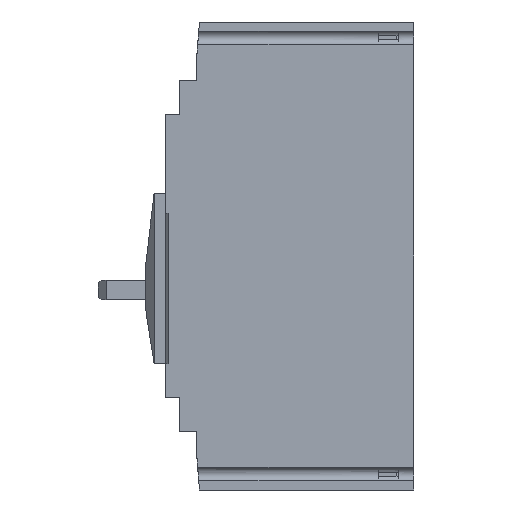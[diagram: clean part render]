
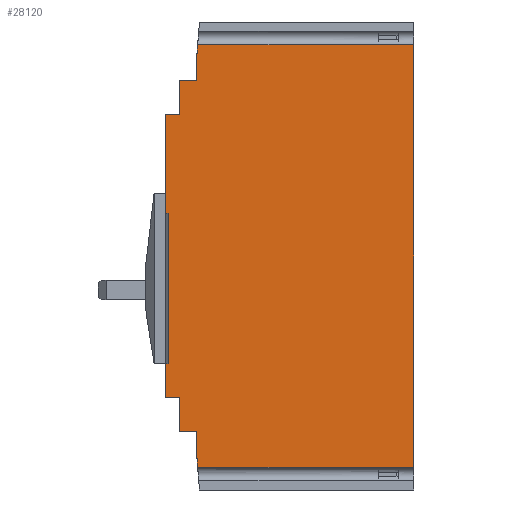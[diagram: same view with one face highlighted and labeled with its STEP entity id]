
A CAD part, left-side view. The second image highlights one B-rep face of the part: STEP entity #28120.
In plain terms, the highlighted planar face has unit normal (-1, 0, 0).
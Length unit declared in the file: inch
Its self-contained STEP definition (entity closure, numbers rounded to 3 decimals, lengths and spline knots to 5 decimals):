
#572 = EDGE_CURVE ( 'NONE', #10861, #33985, #7323, .T. ) ;
#786 = ORIENTED_EDGE ( 'NONE', *, *, #30693, .T. ) ;
#1197 = CARTESIAN_POINT ( 'NONE',  ( -2.06693, 3.24803, -1.9685 ) ) ;
#1228 = LINE ( 'NONE', #30443, #31234 ) ;
#1231 = LINE ( 'NONE', #33059, #29113 ) ;
#1256 = ORIENTED_EDGE ( 'NONE', *, *, #31927, .T. ) ;
#1408 = ORIENTED_EDGE ( 'NONE', *, *, #4926, .T. ) ;
#1536 = VERTEX_POINT ( 'NONE', #33125 ) ;
#1701 = CARTESIAN_POINT ( 'NONE',  ( -2.06693, 3.44488, -1.49606 ) ) ;
#1765 = VERTEX_POINT ( 'NONE', #23560 ) ;
#1778 = DIRECTION ( 'NONE',  ( 0., 1., 0. ) ) ;
#1871 = LINE ( 'NONE', #12256, #16659 ) ;
#1872 = CARTESIAN_POINT ( 'NONE',  ( -2.06693, 0., 2.44094 ) ) ;
#2094 = VERTEX_POINT ( 'NONE', #30100 ) ;
#2252 = EDGE_CURVE ( 'NONE', #5562, #30307, #5679, .T. ) ;
#2401 = CARTESIAN_POINT ( 'NONE',  ( -2.06693, 0., -2.44094 ) ) ;
#2496 = EDGE_CURVE ( 'NONE', #7177, #25262, #10333, .T. ) ;
#2505 = DIRECTION ( 'NONE',  ( 0., 0., -1. ) ) ;
#2627 = VERTEX_POINT ( 'NONE', #8077 ) ;
#2699 = ORIENTED_EDGE ( 'NONE', *, *, #572, .T. ) ;
#2737 = ORIENTED_EDGE ( 'NONE', *, *, #4675, .T. ) ;
#2744 = EDGE_CURVE ( 'NONE', #2627, #32708, #14107, .T. ) ;
#2747 = ORIENTED_EDGE ( 'NONE', *, *, #2744, .T. ) ;
#3535 = VERTEX_POINT ( 'NONE', #1701 ) ;
#3885 = EDGE_LOOP ( 'NONE', ( #25443, #13198, #27525, #23373, #20200, #21318, #1408, #2699, #2737, #786, #6549, #2747, #28575, #10148, #6643, #1256, #19905, #4506 ) ) ;
#3991 = EDGE_CURVE ( 'NONE', #1765, #7689, #5100, .T. ) ;
#4042 = EDGE_CURVE ( 'NONE', #25262, #5562, #25525, .T. ) ;
#4322 = CARTESIAN_POINT ( 'NONE',  ( -2.06693, 3.01181, -2.44094 ) ) ;
#4506 = ORIENTED_EDGE ( 'NONE', *, *, #4042, .T. ) ;
#4640 = DIRECTION ( 'NONE',  ( 0., 1., 0. ) ) ;
#4675 = EDGE_CURVE ( 'NONE', #33985, #1536, #13861, .T. ) ;
#4822 = EDGE_CURVE ( 'NONE', #30307, #29537, #21775, .T. ) ;
#4926 = EDGE_CURVE ( 'NONE', #30656, #10861, #23932, .T. ) ;
#5100 = LINE ( 'NONE', #26199, #21103 ) ;
#5562 = VERTEX_POINT ( 'NONE', #26386 ) ;
#5679 = LINE ( 'NONE', #32487, #15368 ) ;
#6234 = DIRECTION ( 'NONE',  ( 0., 0., -1. ) ) ;
#6265 = CARTESIAN_POINT ( 'NONE',  ( -2.06693, 3.24803, -3.24803 ) ) ;
#6489 = VERTEX_POINT ( 'NONE', #4322 ) ;
#6549 = ORIENTED_EDGE ( 'NONE', *, *, #31030, .T. ) ;
#6643 = ORIENTED_EDGE ( 'NONE', *, *, #19568, .T. ) ;
#6761 = DIRECTION ( 'NONE',  ( 0., 0., -1. ) ) ;
#6975 = CARTESIAN_POINT ( 'NONE',  ( -2.06693, 0., -1.49606 ) ) ;
#7177 = VERTEX_POINT ( 'NONE', #13892 ) ;
#7234 = LINE ( 'NONE', #1872, #26749 ) ;
#7323 = LINE ( 'NONE', #7671, #8644 ) ;
#7671 = CARTESIAN_POINT ( 'NONE',  ( -2.06693, 0., 0.59055 ) ) ;
#7689 = VERTEX_POINT ( 'NONE', #30278 ) ;
#8077 = CARTESIAN_POINT ( 'NONE',  ( -2.06693, 3.44488, -1.9685 ) ) ;
#8270 = CARTESIAN_POINT ( 'NONE',  ( -2.06693, 3.40551, 0.59055 ) ) ;
#8644 = VECTOR ( 'NONE', #28425, 39.37008 ) ;
#8695 = CARTESIAN_POINT ( 'NONE',  ( -2.06693, 3.40551, -3.24803 ) ) ;
#8802 = DIRECTION ( 'NONE',  ( 0., 1., 0. ) ) ;
#9292 = CARTESIAN_POINT ( 'NONE',  ( -2.06693, 3.01181, -2.75591 ) ) ;
#9797 = CARTESIAN_POINT ( 'NONE',  ( -2.06693, 0., -3.24803 ) ) ;
#10039 = VECTOR ( 'NONE', #24934, 39.37008 ) ;
#10148 = ORIENTED_EDGE ( 'NONE', *, *, #34081, .T. ) ;
#10333 = LINE ( 'NONE', #12740, #34161 ) ;
#10370 = VECTOR ( 'NONE', #1778, 39.37008 ) ;
#10861 = VERTEX_POINT ( 'NONE', #13095 ) ;
#11806 = EDGE_CURVE ( 'NONE', #7689, #30656, #1871, .T. ) ;
#11984 = DIRECTION ( 'NONE',  ( 0., 0., -1. ) ) ;
#12256 = CARTESIAN_POINT ( 'NONE',  ( -2.06693, 0., 1.9685 ) ) ;
#12482 = VERTEX_POINT ( 'NONE', #32651 ) ;
#12740 = CARTESIAN_POINT ( 'NONE',  ( -2.06693, 0., -2.93307 ) ) ;
#12809 = VECTOR ( 'NONE', #32793, 39.37008 ) ;
#13013 = CARTESIAN_POINT ( 'NONE',  ( -2.06693, 3.01181, 2.44094 ) ) ;
#13095 = CARTESIAN_POINT ( 'NONE',  ( -2.06693, 3.44488, 0.59055 ) ) ;
#13198 = ORIENTED_EDGE ( 'NONE', *, *, #4822, .T. ) ;
#13861 = LINE ( 'NONE', #8695, #10039 ) ;
#13892 = CARTESIAN_POINT ( 'NONE',  ( -2.06693, 2.99764, -2.93307 ) ) ;
#14107 = LINE ( 'NONE', #19828, #12809 ) ;
#14263 = VECTOR ( 'NONE', #32978, 39.37008 ) ;
#15311 = DIRECTION ( 'NONE',  ( 0., 0., 1. ) ) ;
#15368 = VECTOR ( 'NONE', #8802, 39.37008 ) ;
#16221 = LINE ( 'NONE', #2401, #26090 ) ;
#16659 = VECTOR ( 'NONE', #4640, 39.37008 ) ;
#17203 = VECTOR ( 'NONE', #26852, 39.37008 ) ;
#17977 = LINE ( 'NONE', #6265, #19459 ) ;
#19115 = VECTOR ( 'NONE', #23302, 39.37008 ) ;
#19459 = VECTOR ( 'NONE', #11984, 39.37008 ) ;
#19568 = EDGE_CURVE ( 'NONE', #6489, #12482, #1228, .T. ) ;
#19828 = CARTESIAN_POINT ( 'NONE',  ( -2.06693, 0., -1.9685 ) ) ;
#19905 = ORIENTED_EDGE ( 'NONE', *, *, #2496, .T. ) ;
#20013 = LINE ( 'NONE', #9292, #14263 ) ;
#20127 = EDGE_CURVE ( 'NONE', #29537, #22259, #20217, .T. ) ;
#20200 = ORIENTED_EDGE ( 'NONE', *, *, #3991, .T. ) ;
#20217 = LINE ( 'NONE', #33684, #19115 ) ;
#20302 = LINE ( 'NONE', #6975, #10370 ) ;
#20352 = PLANE ( 'NONE',  #26212 ) ;
#21103 = VECTOR ( 'NONE', #2505, 39.37008 ) ;
#21318 = ORIENTED_EDGE ( 'NONE', *, *, #11806, .T. ) ;
#21775 = LINE ( 'NONE', #32311, #31013 ) ;
#22211 = VECTOR ( 'NONE', #15311, 39.37008 ) ;
#22259 = VERTEX_POINT ( 'NONE', #13013 ) ;
#22802 = CARTESIAN_POINT ( 'NONE',  ( -2.06693, 2.99764, 2.93307 ) ) ;
#22939 = DIRECTION ( 'NONE',  ( 0., 0., 1. ) ) ;
#23302 = DIRECTION ( 'NONE',  ( 0., 0., -1. ) ) ;
#23373 = ORIENTED_EDGE ( 'NONE', *, *, #27705, .T. ) ;
#23493 = DIRECTION ( 'NONE',  ( 0., 1., 0. ) ) ;
#23560 = CARTESIAN_POINT ( 'NONE',  ( -2.06693, 3.24803, 2.44094 ) ) ;
#23932 = LINE ( 'NONE', #32035, #17203 ) ;
#24934 = DIRECTION ( 'NONE',  ( 0., 0., -1. ) ) ;
#25262 = VERTEX_POINT ( 'NONE', #31316 ) ;
#25443 = ORIENTED_EDGE ( 'NONE', *, *, #2252, .T. ) ;
#25525 = LINE ( 'NONE', #28455, #22211 ) ;
#26090 = VECTOR ( 'NONE', #26763, 39.37008 ) ;
#26199 = CARTESIAN_POINT ( 'NONE',  ( -2.06693, 3.24803, -3.24803 ) ) ;
#26212 = AXIS2_PLACEMENT_3D ( 'NONE', #9797, #33652, #22939 ) ;
#26231 = DIRECTION ( 'NONE',  ( 0., -1., 0. ) ) ;
#26386 = CARTESIAN_POINT ( 'NONE',  ( -2.06693, 0., 2.93307 ) ) ;
#26749 = VECTOR ( 'NONE', #23493, 39.37008 ) ;
#26763 = DIRECTION ( 'NONE',  ( 0., -1., 0. ) ) ;
#26852 = DIRECTION ( 'NONE',  ( 0., 0., -1. ) ) ;
#26940 = DIRECTION ( 'NONE',  ( 0., 0.08, -0.997 ) ) ;
#27525 = ORIENTED_EDGE ( 'NONE', *, *, #20127, .T. ) ;
#27705 = EDGE_CURVE ( 'NONE', #22259, #1765, #7234, .T. ) ;
#28120 = ADVANCED_FACE ( 'NONE', ( #31046 ), #20352, .T. ) ;
#28425 = DIRECTION ( 'NONE',  ( 0., -1., 0. ) ) ;
#28455 = CARTESIAN_POINT ( 'NONE',  ( -2.06693, 0., 0. ) ) ;
#28575 = ORIENTED_EDGE ( 'NONE', *, *, #33842, .T. ) ;
#29113 = VECTOR ( 'NONE', #6761, 39.37008 ) ;
#29537 = VERTEX_POINT ( 'NONE', #30507 ) ;
#30100 = CARTESIAN_POINT ( 'NONE',  ( -2.06693, 3.24803, -2.44094 ) ) ;
#30278 = CARTESIAN_POINT ( 'NONE',  ( -2.06693, 3.24803, 1.9685 ) ) ;
#30307 = VERTEX_POINT ( 'NONE', #22802 ) ;
#30443 = CARTESIAN_POINT ( 'NONE',  ( -2.06693, 3.01181, -3.24803 ) ) ;
#30507 = CARTESIAN_POINT ( 'NONE',  ( -2.06693, 3.01181, 2.75591 ) ) ;
#30656 = VERTEX_POINT ( 'NONE', #33267 ) ;
#30693 = EDGE_CURVE ( 'NONE', #1536, #3535, #20302, .T. ) ;
#31013 = VECTOR ( 'NONE', #26940, 39.37008 ) ;
#31030 = EDGE_CURVE ( 'NONE', #3535, #2627, #1231, .T. ) ;
#31046 = FACE_OUTER_BOUND ( 'NONE', #3885, .T. ) ;
#31234 = VECTOR ( 'NONE', #6234, 39.37008 ) ;
#31316 = CARTESIAN_POINT ( 'NONE',  ( -2.06693, 0., -2.93307 ) ) ;
#31927 = EDGE_CURVE ( 'NONE', #12482, #7177, #20013, .T. ) ;
#32035 = CARTESIAN_POINT ( 'NONE',  ( -2.06693, 3.44488, -3.24803 ) ) ;
#32311 = CARTESIAN_POINT ( 'NONE',  ( -2.06693, 2.99764, 2.93307 ) ) ;
#32487 = CARTESIAN_POINT ( 'NONE',  ( -2.06693, 3.01181, 2.93307 ) ) ;
#32651 = CARTESIAN_POINT ( 'NONE',  ( -2.06693, 3.01181, -2.75591 ) ) ;
#32708 = VERTEX_POINT ( 'NONE', #1197 ) ;
#32793 = DIRECTION ( 'NONE',  ( 0., -1., 0. ) ) ;
#32978 = DIRECTION ( 'NONE',  ( 0., -0.08, -0.997 ) ) ;
#33059 = CARTESIAN_POINT ( 'NONE',  ( -2.06693, 3.44488, -3.24803 ) ) ;
#33125 = CARTESIAN_POINT ( 'NONE',  ( -2.06693, 3.40551, -1.49606 ) ) ;
#33267 = CARTESIAN_POINT ( 'NONE',  ( -2.06693, 3.44488, 1.9685 ) ) ;
#33652 = DIRECTION ( 'NONE',  ( -1., 0., 0. ) ) ;
#33684 = CARTESIAN_POINT ( 'NONE',  ( -2.06693, 3.01181, -3.24803 ) ) ;
#33842 = EDGE_CURVE ( 'NONE', #32708, #2094, #17977, .T. ) ;
#33985 = VERTEX_POINT ( 'NONE', #8270 ) ;
#34081 = EDGE_CURVE ( 'NONE', #2094, #6489, #16221, .T. ) ;
#34161 = VECTOR ( 'NONE', #26231, 39.37008 ) ;
